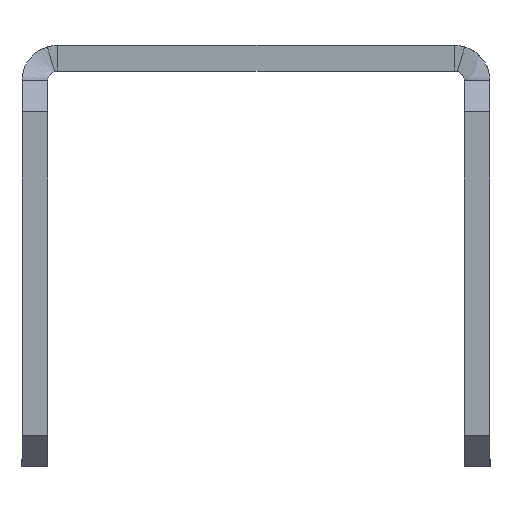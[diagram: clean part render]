
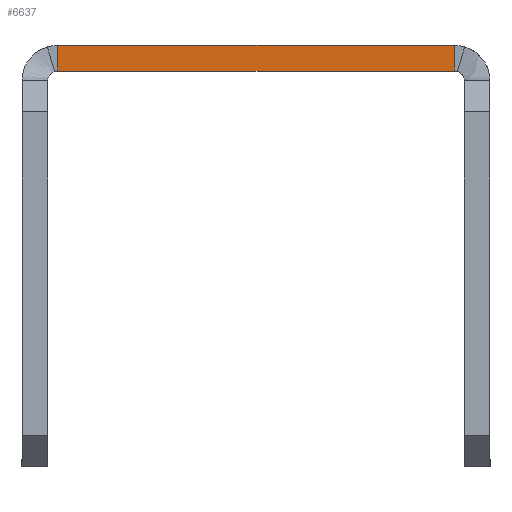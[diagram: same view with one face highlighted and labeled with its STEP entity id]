
A CAD part, left-side view. The second image highlights one B-rep face of the part: STEP entity #6637.
In plain terms, the highlighted planar face has unit normal (-1, 0, 0).
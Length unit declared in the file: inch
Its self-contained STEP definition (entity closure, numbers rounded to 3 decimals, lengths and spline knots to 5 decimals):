
#1076 = FACE_OUTER_BOUND ( 'NONE', #3489, .T. ) ;
#2000 = CARTESIAN_POINT ( 'NONE',  ( -6.74, 0.9645, 0.125 ) ) ;
#2446 = CARTESIAN_POINT ( 'NONE',  ( -6.74, -0.9645, 0.125 ) ) ;
#2555 = CARTESIAN_POINT ( 'NONE',  ( -6.74, 0.9935, 0. ) ) ;
#2575 = CARTESIAN_POINT ( 'NONE',  ( -6.74, 0.9645, 0. ) ) ;
#2589 = DIRECTION ( 'NONE',  ( 1., 0., 0. ) ) ;
#2590 = DIRECTION ( 'NONE',  ( 0., 0., -1. ) ) ;
#2716 = PLANE ( 'NONE',  #8639 ) ;
#2739 = CARTESIAN_POINT ( 'NONE',  ( -6.74, -0.9645, 0. ) ) ;
#3489 = EDGE_LOOP ( 'NONE', ( #7914, #7909, #7998, #7911 ) ) ;
#5740 = VECTOR ( 'NONE', #8135, 39.37008 ) ;
#5774 = VECTOR ( 'NONE', #9432, 39.37008 ) ;
#5776 = VECTOR ( 'NONE', #9243, 39.37008 ) ;
#5778 = VECTOR ( 'NONE', #9305, 39.37008 ) ;
#5779 = LINE ( 'NONE', #9589, #5776 ) ;
#5781 = LINE ( 'NONE', #9462, #5774 ) ;
#5783 = LINE ( 'NONE', #9477, #5778 ) ;
#6067 = LINE ( 'NONE', #8056, #5740 ) ;
#6637 = ADVANCED_FACE ( 'NONE', ( #1076 ), #2716, .F. ) ;
#6950 = VERTEX_POINT ( 'NONE', #2575 ) ;
#7038 = VERTEX_POINT ( 'NONE', #2000 ) ;
#7042 = VERTEX_POINT ( 'NONE', #2446 ) ;
#7067 = VERTEX_POINT ( 'NONE', #2739 ) ;
#7909 = ORIENTED_EDGE ( 'NONE', *, *, #9535, .T. ) ;
#7911 = ORIENTED_EDGE ( 'NONE', *, *, #9344, .F. ) ;
#7914 = ORIENTED_EDGE ( 'NONE', *, *, #9345, .F. ) ;
#7998 = ORIENTED_EDGE ( 'NONE', *, *, #9346, .F. ) ;
#8056 = CARTESIAN_POINT ( 'NONE',  ( -6.74, 0.9935, 0.125 ) ) ;
#8135 = DIRECTION ( 'NONE',  ( 0., 1., 0. ) ) ;
#8639 = AXIS2_PLACEMENT_3D ( 'NONE', #2555, #2589, #2590 ) ;
#9243 = DIRECTION ( 'NONE',  ( 0., 0., -1. ) ) ;
#9305 = DIRECTION ( 'NONE',  ( 0., 1., 0. ) ) ;
#9344 = EDGE_CURVE ( 'NONE', #7067, #6950, #5783, .T. ) ;
#9345 = EDGE_CURVE ( 'NONE', #7042, #7067, #5779, .T. ) ;
#9346 = EDGE_CURVE ( 'NONE', #6950, #7038, #5781, .T. ) ;
#9432 = DIRECTION ( 'NONE',  ( 0., 0., 1. ) ) ;
#9462 = CARTESIAN_POINT ( 'NONE',  ( -6.74, 0.9645, 0. ) ) ;
#9477 = CARTESIAN_POINT ( 'NONE',  ( -6.74, 0.9935, 0. ) ) ;
#9535 = EDGE_CURVE ( 'NONE', #7042, #7038, #6067, .T. ) ;
#9589 = CARTESIAN_POINT ( 'NONE',  ( -6.74, -0.9645, 0.125 ) ) ;
